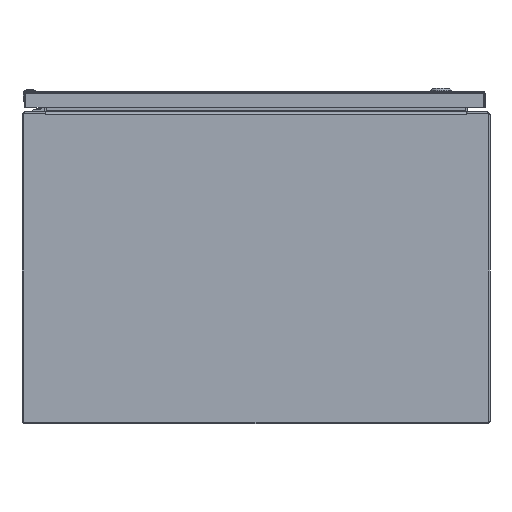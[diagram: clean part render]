
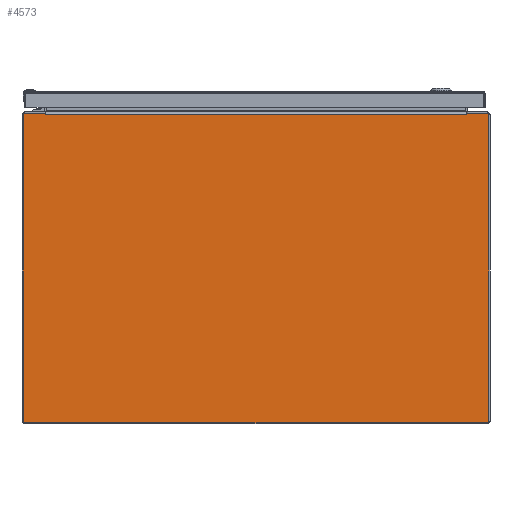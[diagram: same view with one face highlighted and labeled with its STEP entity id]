
A CAD part, front view. The second image highlights one B-rep face of the part: STEP entity #4573.
In plain terms, the highlighted planar face has unit normal (0, -1, 0).
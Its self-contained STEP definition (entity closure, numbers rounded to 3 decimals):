
#2497 = DIRECTION ( 'NONE',  ( 0., 0., -1. ) ) ;
#2574 = EDGE_CURVE ( 'NONE', #108620, #116845, #25990, .T. ) ;
#2653 = DIRECTION ( 'NONE',  ( -1., 0., 0. ) ) ;
#2940 = VECTOR ( 'NONE', #84803, 39.37 ) ;
#3151 = DIRECTION ( 'NONE',  ( 0., 0., -1. ) ) ;
#3814 = CARTESIAN_POINT ( 'NONE',  ( -11.857, -15., 7.937 ) ) ;
#3879 = CARTESIAN_POINT ( 'NONE',  ( 10.806, -15., 7.855 ) ) ;
#4573 = ADVANCED_FACE ( 'NONE', ( #20804 ), #112507, .T. ) ;
#6548 = CARTESIAN_POINT ( 'NONE',  ( -11.857, -15., -7.937 ) ) ;
#7079 = ORIENTED_EDGE ( 'NONE', *, *, #53144, .T. ) ;
#7494 = ORIENTED_EDGE ( 'NONE', *, *, #62550, .T. ) ;
#8643 = VERTEX_POINT ( 'NONE', #10145 ) ;
#8648 = EDGE_CURVE ( 'NONE', #27866, #88586, #76410, .T. ) ;
#9240 = EDGE_CURVE ( 'NONE', #75357, #66082, #109617, .T. ) ;
#10063 = ORIENTED_EDGE ( 'NONE', *, *, #41122, .T. ) ;
#10145 = CARTESIAN_POINT ( 'NONE',  ( 10.814, -15., 7.855 ) ) ;
#11326 = CARTESIAN_POINT ( 'NONE',  ( 10.828, -15., 7.937 ) ) ;
#12572 = LINE ( 'NONE', #3879, #12872 ) ;
#12872 = VECTOR ( 'NONE', #2653, 39.37 ) ;
#12966 = DIRECTION ( 'NONE',  ( -1., 0., 0. ) ) ;
#13689 = CARTESIAN_POINT ( 'NONE',  ( -11.937, -15., 0. ) ) ;
#14194 = DIRECTION ( 'NONE',  ( -0.174, 0., 0.985 ) ) ;
#14640 = VERTEX_POINT ( 'NONE', #105488 ) ;
#17688 = EDGE_CURVE ( 'NONE', #14640, #98691, #25601, .T. ) ;
#18116 = CARTESIAN_POINT ( 'NONE',  ( 0., -15., 7.937 ) ) ;
#18202 = DIRECTION ( 'NONE',  ( -1., 0., 0. ) ) ;
#18923 = EDGE_CURVE ( 'NONE', #98691, #108809, #122307, .T. ) ;
#19141 = CARTESIAN_POINT ( 'NONE',  ( 11.937, -15., 0. ) ) ;
#19160 = DIRECTION ( 'NONE',  ( 0., -1., 0. ) ) ;
#20804 = FACE_OUTER_BOUND ( 'NONE', #29634, .T. ) ;
#22840 = CARTESIAN_POINT ( 'NONE',  ( -11.937, -15., 7.857 ) ) ;
#22944 = CARTESIAN_POINT ( 'NONE',  ( 0., -15., 7.855 ) ) ;
#25288 = VERTEX_POINT ( 'NONE', #73804 ) ;
#25297 = LINE ( 'NONE', #108306, #54786 ) ;
#25601 = CIRCLE ( 'NONE', #77064, 0.08 ) ;
#25990 = LINE ( 'NONE', #19141, #2940 ) ;
#27338 = AXIS2_PLACEMENT_3D ( 'NONE', #61889, #42083, #2497 ) ;
#27663 = DIRECTION ( 'NONE',  ( 0., -1., 0. ) ) ;
#27866 = VERTEX_POINT ( 'NONE', #113597 ) ;
#28980 = VECTOR ( 'NONE', #58970, 39.37 ) ;
#29056 = CARTESIAN_POINT ( 'NONE',  ( -11.857, -15., -7.857 ) ) ;
#29634 = EDGE_LOOP ( 'NONE', ( #94113, #56638, #109392, #118993, #67322, #10063, #57267, #7494, #118357, #85023, #7079, #84077, #115929, #70534 ) ) ;
#31002 = EDGE_CURVE ( 'NONE', #102798, #14640, #115867, .T. ) ;
#31202 = EDGE_CURVE ( 'NONE', #88586, #102798, #108658, .T. ) ;
#34926 = DIRECTION ( 'NONE',  ( 0., -1., 0. ) ) ;
#37438 = CARTESIAN_POINT ( 'NONE',  ( 0., -15., -7.937 ) ) ;
#38326 = DIRECTION ( 'NONE',  ( 0., 0., -1. ) ) ;
#38657 = DIRECTION ( 'NONE',  ( 1., 0., 0. ) ) ;
#41122 = EDGE_CURVE ( 'NONE', #108809, #108620, #86672, .T. ) ;
#42083 = DIRECTION ( 'NONE',  ( 0., -1., 0. ) ) ;
#44062 = LINE ( 'NONE', #71334, #89038 ) ;
#46032 = DIRECTION ( 'NONE',  ( 0., 0., -1. ) ) ;
#46680 = CARTESIAN_POINT ( 'NONE',  ( 10.798, -15., 7.855 ) ) ;
#46845 = DIRECTION ( 'NONE',  ( 0., 0., -1. ) ) ;
#49988 = CARTESIAN_POINT ( 'NONE',  ( -10.798, -15., 7.855 ) ) ;
#51034 = VERTEX_POINT ( 'NONE', #67819 ) ;
#51728 = VECTOR ( 'NONE', #12966, 39.37 ) ;
#53144 = EDGE_CURVE ( 'NONE', #8643, #75357, #12572, .T. ) ;
#54543 = DIRECTION ( 'NONE',  ( -1., 0., 0. ) ) ;
#54786 = VECTOR ( 'NONE', #14194, 39.37 ) ;
#56638 = ORIENTED_EDGE ( 'NONE', *, *, #31202, .T. ) ;
#56912 = DIRECTION ( 'NONE',  ( 0., 0., -1. ) ) ;
#57267 = ORIENTED_EDGE ( 'NONE', *, *, #2574, .T. ) ;
#58950 = CARTESIAN_POINT ( 'NONE',  ( 11.937, -15., -7.857 ) ) ;
#58970 = DIRECTION ( 'NONE',  ( -0.174, 0., -0.985 ) ) ;
#59984 = LINE ( 'NONE', #18116, #51728 ) ;
#60359 = VECTOR ( 'NONE', #73074, 39.37 ) ;
#61889 = CARTESIAN_POINT ( 'NONE',  ( 11.857, -15., -7.857 ) ) ;
#62550 = EDGE_CURVE ( 'NONE', #116845, #51034, #116540, .T. ) ;
#63213 = AXIS2_PLACEMENT_3D ( 'NONE', #102744, #122586, #38326 ) ;
#65051 = CARTESIAN_POINT ( 'NONE',  ( 11.857, -15., -7.937 ) ) ;
#65437 = CARTESIAN_POINT ( 'NONE',  ( 0., -15., 0. ) ) ;
#65508 = EDGE_CURVE ( 'NONE', #66082, #25288, #44062, .T. ) ;
#66082 = VERTEX_POINT ( 'NONE', #49988 ) ;
#67322 = ORIENTED_EDGE ( 'NONE', *, *, #18923, .T. ) ;
#67819 = CARTESIAN_POINT ( 'NONE',  ( 11.857, -15., 7.937 ) ) ;
#68261 = VECTOR ( 'NONE', #18202, 39.37 ) ;
#70534 = ORIENTED_EDGE ( 'NONE', *, *, #119748, .T. ) ;
#71334 = CARTESIAN_POINT ( 'NONE',  ( 0., -15., 7.855 ) ) ;
#73074 = DIRECTION ( 'NONE',  ( -1., 0., 0. ) ) ;
#73804 = CARTESIAN_POINT ( 'NONE',  ( -10.814, -15., 7.855 ) ) ;
#75357 = VERTEX_POINT ( 'NONE', #46680 ) ;
#76410 = LINE ( 'NONE', #114173, #68261 ) ;
#76885 = VECTOR ( 'NONE', #38657, 39.37 ) ;
#77064 = AXIS2_PLACEMENT_3D ( 'NONE', #29056, #19160, #56912 ) ;
#84077 = ORIENTED_EDGE ( 'NONE', *, *, #9240, .T. ) ;
#84803 = DIRECTION ( 'NONE',  ( 0., 0., 1. ) ) ;
#85023 = ORIENTED_EDGE ( 'NONE', *, *, #109279, .T. ) ;
#86672 = CIRCLE ( 'NONE', #27338, 0.08 ) ;
#86917 = VECTOR ( 'NONE', #3151, 39.37 ) ;
#88586 = VERTEX_POINT ( 'NONE', #3814 ) ;
#89038 = VECTOR ( 'NONE', #54543, 39.37 ) ;
#91626 = AXIS2_PLACEMENT_3D ( 'NONE', #65437, #27663, #46845 ) ;
#92507 = CARTESIAN_POINT ( 'NONE',  ( 11.857, -15., 7.857 ) ) ;
#93076 = CARTESIAN_POINT ( 'NONE',  ( 11.937, -15., 7.857 ) ) ;
#94113 = ORIENTED_EDGE ( 'NONE', *, *, #8648, .T. ) ;
#96143 = LINE ( 'NONE', #11326, #28980 ) ;
#98103 = EDGE_CURVE ( 'NONE', #51034, #103562, #59984, .T. ) ;
#98691 = VERTEX_POINT ( 'NONE', #6548 ) ;
#102744 = CARTESIAN_POINT ( 'NONE',  ( -11.857, -15., 7.857 ) ) ;
#102798 = VERTEX_POINT ( 'NONE', #22840 ) ;
#103562 = VERTEX_POINT ( 'NONE', #114247 ) ;
#105488 = CARTESIAN_POINT ( 'NONE',  ( -11.937, -15., -7.857 ) ) ;
#108306 = CARTESIAN_POINT ( 'NONE',  ( -10.814, -15., 7.855 ) ) ;
#108620 = VERTEX_POINT ( 'NONE', #58950 ) ;
#108658 = CIRCLE ( 'NONE', #63213, 0.08 ) ;
#108809 = VERTEX_POINT ( 'NONE', #65051 ) ;
#109279 = EDGE_CURVE ( 'NONE', #103562, #8643, #96143, .T. ) ;
#109392 = ORIENTED_EDGE ( 'NONE', *, *, #31002, .T. ) ;
#109617 = LINE ( 'NONE', #22944, #60359 ) ;
#110532 = AXIS2_PLACEMENT_3D ( 'NONE', #92507, #34926, #46032 ) ;
#112507 = PLANE ( 'NONE',  #91626 ) ;
#113597 = CARTESIAN_POINT ( 'NONE',  ( -10.828, -15., 7.937 ) ) ;
#114173 = CARTESIAN_POINT ( 'NONE',  ( 0., -15., 7.937 ) ) ;
#114247 = CARTESIAN_POINT ( 'NONE',  ( 10.828, -15., 7.937 ) ) ;
#115867 = LINE ( 'NONE', #13689, #86917 ) ;
#115929 = ORIENTED_EDGE ( 'NONE', *, *, #65508, .T. ) ;
#116540 = CIRCLE ( 'NONE', #110532, 0.08 ) ;
#116845 = VERTEX_POINT ( 'NONE', #93076 ) ;
#118357 = ORIENTED_EDGE ( 'NONE', *, *, #98103, .T. ) ;
#118993 = ORIENTED_EDGE ( 'NONE', *, *, #17688, .T. ) ;
#119748 = EDGE_CURVE ( 'NONE', #25288, #27866, #25297, .T. ) ;
#122307 = LINE ( 'NONE', #37438, #76885 ) ;
#122586 = DIRECTION ( 'NONE',  ( 0., -1., 0. ) ) ;
